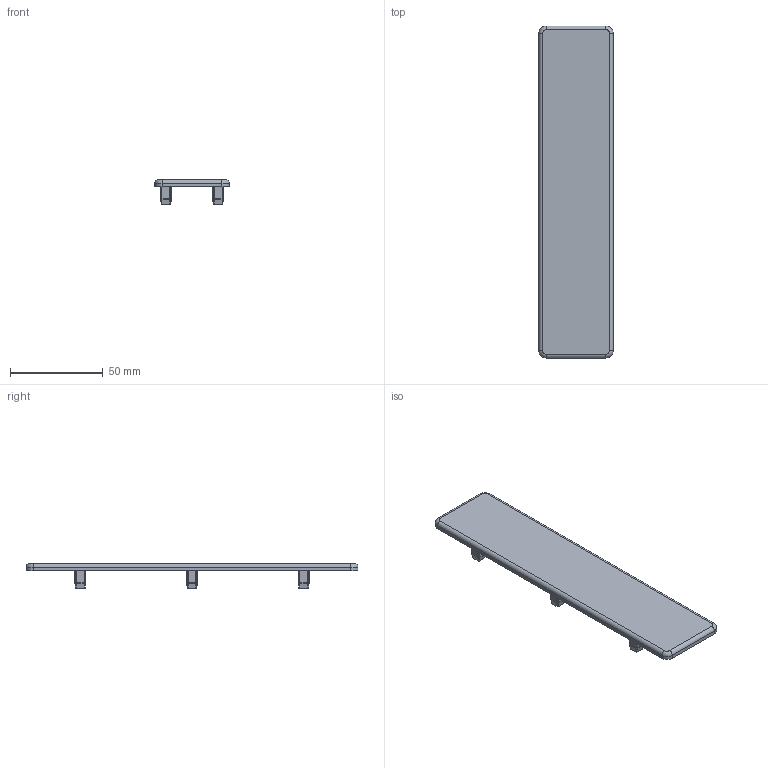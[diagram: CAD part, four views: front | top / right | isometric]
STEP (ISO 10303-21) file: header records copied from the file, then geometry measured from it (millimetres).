
FILE_DESCRIPTION (( 'STEP AP203' ), '1' );
FILE_NAME ('282523507_c_1.STEP', '2023-02-23T05:00:13', ( '' ), ( '' ), 'SwSTEP 2.0', 'SolidWorks 2014', '' );
FILE_SCHEMA (( 'CONFIG_CONTROL_DESIGN' ));
Length unit declared in the file: millimetre
Products named in the file (1): 282523507_c_1
Bounding box: 40 x 178.5 x 13.4 mm (x, y, z)
Volume: 19672.7 mm3; surface area: 18631 mm2
Topology: 1 solids, 1 shells, 551 faces, 1364 edges, 804 vertices
Faces by surface type: cylinder 268, plane 155, bspline 124, torus 4
Entity records: 18425 total; most frequent: CARTESIAN_POINT 6274, ORIENTED_EDGE 2680, DIRECTION 2376, EDGE_CURVE 1340, AXIS2_PLACEMENT_3D 844, VERTEX_POINT 804, LINE 688, VECTOR 688
